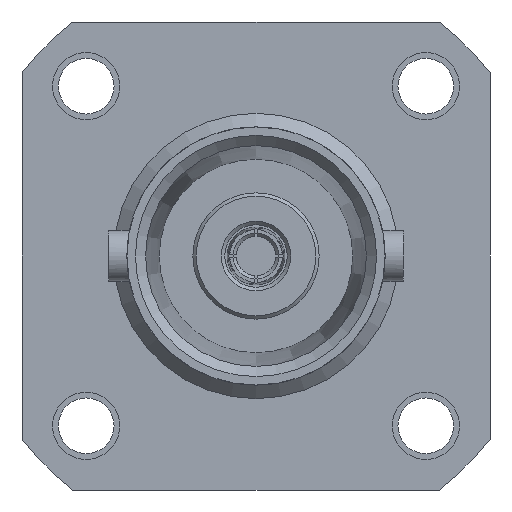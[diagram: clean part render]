
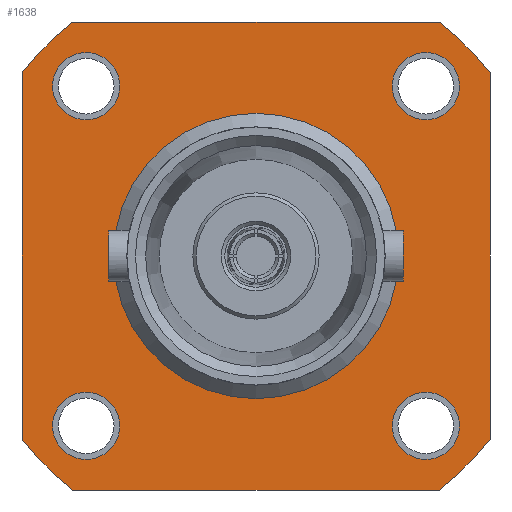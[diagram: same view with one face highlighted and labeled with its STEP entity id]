
A CAD part, left-side view. The second image highlights one B-rep face of the part: STEP entity #1638.
In plain terms, the highlighted planar face has unit normal (-1, 0, 0).
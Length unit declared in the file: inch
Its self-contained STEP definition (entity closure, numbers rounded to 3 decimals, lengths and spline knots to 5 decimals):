
#65 = DIRECTION ( 'NONE',  ( 0., 0., 1. ) ) ;
#93 = DIRECTION ( 'NONE',  ( -1., 0., 0. ) ) ;
#131 = EDGE_CURVE ( 'NONE', #2349, #2349, #1931, .T. ) ;
#158 = VERTEX_POINT ( 'NONE', #353 ) ;
#209 = CIRCLE ( 'NONE', #2093, 0.4375 ) ;
#266 = EDGE_CURVE ( 'NONE', #839, #601, #1140, .T. ) ;
#278 = ORIENTED_EDGE ( 'NONE', *, *, #688, .F. ) ;
#283 = EDGE_CURVE ( 'NONE', #601, #1414, #1185, .T. ) ;
#300 = PLANE ( 'NONE',  #1187 ) ;
#343 = CIRCLE ( 'NONE', #2555, 0.21 ) ;
#353 = CARTESIAN_POINT ( 'NONE',  ( 0.626, 0.34449, 0.26969 ) ) ;
#384 = CARTESIAN_POINT ( 'NONE',  ( 0.626, 0.34449, -0.26969 ) ) ;
#396 = ORIENTED_EDGE ( 'NONE', *, *, #131, .F. ) ;
#398 = DIRECTION ( 'NONE',  ( 0., 1., 0. ) ) ;
#429 = CARTESIAN_POINT ( 'NONE',  ( 0.626, 0., 0. ) ) ;
#436 = ORIENTED_EDGE ( 'NONE', *, *, #584, .T. ) ;
#462 = DIRECTION ( 'NONE',  ( -1., 0., 0. ) ) ;
#479 = ORIENTED_EDGE ( 'NONE', *, *, #831, .T. ) ;
#555 = DIRECTION ( 'NONE',  ( 0., -1., 0. ) ) ;
#564 = LINE ( 'NONE', #1601, #1272 ) ;
#584 = EDGE_CURVE ( 'NONE', #2635, #2635, #343, .T. ) ;
#591 = CARTESIAN_POINT ( 'NONE',  ( 0.626, 0.25, -0.2005 ) ) ;
#601 = VERTEX_POINT ( 'NONE', #1579 ) ;
#635 = CARTESIAN_POINT ( 'NONE',  ( 0.626, -0.26969, -0.34449 ) ) ;
#652 = CARTESIAN_POINT ( 'NONE',  ( 0.626, -0.34449, -0.34449 ) ) ;
#665 = DIRECTION ( 'NONE',  ( 0., -1., 0. ) ) ;
#667 = LINE ( 'NONE', #941, #1193 ) ;
#672 = EDGE_CURVE ( 'NONE', #3330, #158, #1391, .T. ) ;
#688 = EDGE_CURVE ( 'NONE', #2333, #2333, #3286, .T. ) ;
#734 = CARTESIAN_POINT ( 'NONE',  ( 0.626, 0.25, 0.2995 ) ) ;
#783 = AXIS2_PLACEMENT_3D ( 'NONE', #1092, #2339, #1053 ) ;
#787 = DIRECTION ( 'NONE',  ( 0., -1., 0. ) ) ;
#798 = AXIS2_PLACEMENT_3D ( 'NONE', #2057, #2564, #787 ) ;
#807 = VERTEX_POINT ( 'NONE', #635 ) ;
#831 = EDGE_CURVE ( 'NONE', #1414, #3330, #667, .T. ) ;
#839 = VERTEX_POINT ( 'NONE', #1191 ) ;
#889 = EDGE_CURVE ( 'NONE', #807, #839, #209, .T. ) ;
#941 = CARTESIAN_POINT ( 'NONE',  ( 0.626, -0.34449, 0.34449 ) ) ;
#1036 = EDGE_CURVE ( 'NONE', #158, #1358, #564, .T. ) ;
#1053 = DIRECTION ( 'NONE',  ( 0., 0., 1. ) ) ;
#1056 = AXIS2_PLACEMENT_3D ( 'NONE', #2082, #2590, #1597 ) ;
#1063 = CARTESIAN_POINT ( 'NONE',  ( 0.626, 0.26969, 0.34449 ) ) ;
#1087 = CARTESIAN_POINT ( 'NONE',  ( 0.626, -0.25, -0.25 ) ) ;
#1092 = CARTESIAN_POINT ( 'NONE',  ( 0.626, 0.25, -0.25 ) ) ;
#1096 = DIRECTION ( 'NONE',  ( -1., 0., 0. ) ) ;
#1105 = ORIENTED_EDGE ( 'NONE', *, *, #2951, .F. ) ;
#1140 = LINE ( 'NONE', #652, #1494 ) ;
#1185 = CIRCLE ( 'NONE', #1726, 0.4375 ) ;
#1187 = AXIS2_PLACEMENT_3D ( 'NONE', #1838, #1900, #555 ) ;
#1191 = CARTESIAN_POINT ( 'NONE',  ( 0.626, -0.34449, -0.26969 ) ) ;
#1193 = VECTOR ( 'NONE', #398, 39.37008 ) ;
#1194 = DIRECTION ( 'NONE',  ( 0., -1., 0. ) ) ;
#1233 = ORIENTED_EDGE ( 'NONE', *, *, #889, .T. ) ;
#1246 = AXIS2_PLACEMENT_3D ( 'NONE', #2574, #1780, #1293 ) ;
#1271 = FACE_BOUND ( 'NONE', #1428, .T. ) ;
#1272 = VECTOR ( 'NONE', #2400, 39.37008 ) ;
#1293 = DIRECTION ( 'NONE',  ( 0., 0., 1. ) ) ;
#1299 = CARTESIAN_POINT ( 'NONE',  ( 0.626, -0.25, 0.2995 ) ) ;
#1358 = VERTEX_POINT ( 'NONE', #384 ) ;
#1391 = CIRCLE ( 'NONE', #1056, 0.4375 ) ;
#1393 = LINE ( 'NONE', #2211, #2003 ) ;
#1414 = VERTEX_POINT ( 'NONE', #2480 ) ;
#1428 = EDGE_LOOP ( 'NONE', ( #278 ) ) ;
#1465 = CARTESIAN_POINT ( 'NONE',  ( 0.626, -0.25, -0.2005 ) ) ;
#1494 = VECTOR ( 'NONE', #1939, 39.37008 ) ;
#1579 = CARTESIAN_POINT ( 'NONE',  ( 0.626, -0.34449, 0.26969 ) ) ;
#1596 = EDGE_LOOP ( 'NONE', ( #1814 ) ) ;
#1597 = DIRECTION ( 'NONE',  ( 0., -1., 0. ) ) ;
#1601 = CARTESIAN_POINT ( 'NONE',  ( 0.626, 0.34449, -0.34449 ) ) ;
#1604 = ORIENTED_EDGE ( 'NONE', *, *, #266, .T. ) ;
#1607 = ORIENTED_EDGE ( 'NONE', *, *, #2546, .T. ) ;
#1609 = DIRECTION ( 'NONE',  ( 0., 0., 1. ) ) ;
#1638 = ADVANCED_FACE ( 'NONE', ( #2586, #1271, #2306, #2047, #1917, #2691 ), #300, .T. ) ;
#1640 = ORIENTED_EDGE ( 'NONE', *, *, #2246, .T. ) ;
#1686 = EDGE_CURVE ( 'NONE', #2203, #2203, #2220, .T. ) ;
#1726 = AXIS2_PLACEMENT_3D ( 'NONE', #2955, #93, #1194 ) ;
#1780 = DIRECTION ( 'NONE',  ( -1., 0., 0. ) ) ;
#1791 = DIRECTION ( 'NONE',  ( 0., -1., 0. ) ) ;
#1814 = ORIENTED_EDGE ( 'NONE', *, *, #1686, .F. ) ;
#1817 = CARTESIAN_POINT ( 'NONE',  ( 0.626, -0.21, 0. ) ) ;
#1838 = CARTESIAN_POINT ( 'NONE',  ( 0.626, 0., 0. ) ) ;
#1900 = DIRECTION ( 'NONE',  ( -1., 0., 0. ) ) ;
#1917 = FACE_BOUND ( 'NONE', #1596, .T. ) ;
#1931 = CIRCLE ( 'NONE', #2619, 0.0495 ) ;
#1939 = DIRECTION ( 'NONE',  ( 0., 0., 1. ) ) ;
#2003 = VECTOR ( 'NONE', #665, 39.37008 ) ;
#2024 = EDGE_LOOP ( 'NONE', ( #1105 ) ) ;
#2037 = DIRECTION ( 'NONE',  ( 1., 0., 0. ) ) ;
#2047 = FACE_BOUND ( 'NONE', #3008, .T. ) ;
#2057 = CARTESIAN_POINT ( 'NONE',  ( 0.626, 0., 0. ) ) ;
#2063 = ORIENTED_EDGE ( 'NONE', *, *, #283, .T. ) ;
#2082 = CARTESIAN_POINT ( 'NONE',  ( 0.626, 0., 0. ) ) ;
#2093 = AXIS2_PLACEMENT_3D ( 'NONE', #429, #462, #2231 ) ;
#2183 = EDGE_LOOP ( 'NONE', ( #436 ) ) ;
#2203 = VERTEX_POINT ( 'NONE', #1465 ) ;
#2211 = CARTESIAN_POINT ( 'NONE',  ( 0.626, -0.34449, -0.34449 ) ) ;
#2220 = CIRCLE ( 'NONE', #2696, 0.0495 ) ;
#2231 = DIRECTION ( 'NONE',  ( 0., -1., 0. ) ) ;
#2246 = EDGE_CURVE ( 'NONE', #2818, #807, #1393, .T. ) ;
#2306 = FACE_BOUND ( 'NONE', #2024, .T. ) ;
#2333 = VERTEX_POINT ( 'NONE', #591 ) ;
#2339 = DIRECTION ( 'NONE',  ( -1., 0., 0. ) ) ;
#2349 = VERTEX_POINT ( 'NONE', #1299 ) ;
#2400 = DIRECTION ( 'NONE',  ( 0., 0., -1. ) ) ;
#2426 = DIRECTION ( 'NONE',  ( -1., 0., 0. ) ) ;
#2480 = CARTESIAN_POINT ( 'NONE',  ( 0.626, -0.26969, 0.34449 ) ) ;
#2546 = EDGE_CURVE ( 'NONE', #1358, #2818, #2799, .T. ) ;
#2549 = ORIENTED_EDGE ( 'NONE', *, *, #672, .T. ) ;
#2555 = AXIS2_PLACEMENT_3D ( 'NONE', #3083, #2037, #1791 ) ;
#2564 = DIRECTION ( 'NONE',  ( -1., 0., 0. ) ) ;
#2574 = CARTESIAN_POINT ( 'NONE',  ( 0.626, 0.25, 0.25 ) ) ;
#2586 = FACE_BOUND ( 'NONE', #2183, .T. ) ;
#2590 = DIRECTION ( 'NONE',  ( -1., 0., 0. ) ) ;
#2619 = AXIS2_PLACEMENT_3D ( 'NONE', #2630, #1096, #65 ) ;
#2630 = CARTESIAN_POINT ( 'NONE',  ( 0.626, -0.25, 0.25 ) ) ;
#2635 = VERTEX_POINT ( 'NONE', #1817 ) ;
#2688 = ORIENTED_EDGE ( 'NONE', *, *, #1036, .T. ) ;
#2691 = FACE_OUTER_BOUND ( 'NONE', #2848, .T. ) ;
#2696 = AXIS2_PLACEMENT_3D ( 'NONE', #1087, #2426, #1609 ) ;
#2704 = CIRCLE ( 'NONE', #1246, 0.0495 ) ;
#2799 = CIRCLE ( 'NONE', #798, 0.4375 ) ;
#2818 = VERTEX_POINT ( 'NONE', #3000 ) ;
#2848 = EDGE_LOOP ( 'NONE', ( #1604, #2063, #479, #2549, #2688, #1607, #1640, #1233 ) ) ;
#2951 = EDGE_CURVE ( 'NONE', #3314, #3314, #2704, .T. ) ;
#2955 = CARTESIAN_POINT ( 'NONE',  ( 0.626, 0., 0. ) ) ;
#3000 = CARTESIAN_POINT ( 'NONE',  ( 0.626, 0.26969, -0.34449 ) ) ;
#3008 = EDGE_LOOP ( 'NONE', ( #396 ) ) ;
#3083 = CARTESIAN_POINT ( 'NONE',  ( 0.626, 0., 0. ) ) ;
#3286 = CIRCLE ( 'NONE', #783, 0.0495 ) ;
#3314 = VERTEX_POINT ( 'NONE', #734 ) ;
#3330 = VERTEX_POINT ( 'NONE', #1063 ) ;
